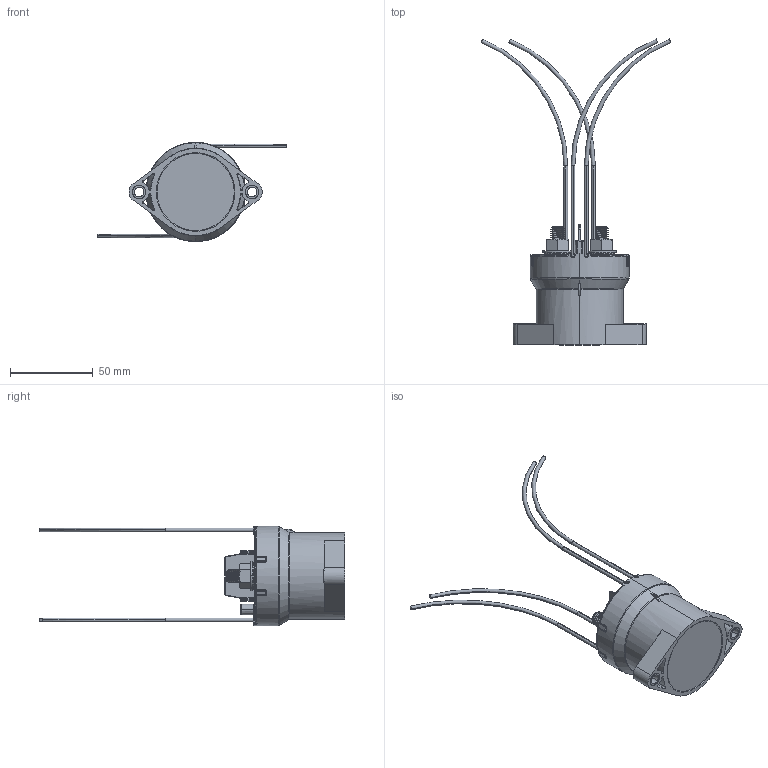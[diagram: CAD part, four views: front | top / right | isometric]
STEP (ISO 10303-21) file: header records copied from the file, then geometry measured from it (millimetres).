
FILE_DESCRIPTION (( 'STEP AP214' ), '1' );
FILE_NAME ('GV121_aux_step_091817.STEP', '2017-09-18T17:36:54', ( 'User' ), ( '' ), 'SwSTEP 2.0', 'SolidWorks 2014', '' );
FILE_SCHEMA (( 'AUTOMOTIVE_DESIGN' ));
Length unit declared in the file: inch
Products named in the file (1): GV121_aux_step_091817
Bounding box: 114.71 x 184.82 x 59.94 mm (x, y, z)
Volume: 39239.7 mm3; surface area: 47544 mm2
Topology: 13 solids, 13 shells, 3037 faces, 7787 edges, 4746 vertices
Faces by surface type: plane 949, cylinder 754, torus 595, bspline 475, cone 184, sphere 80
Entity records: 151092 total; most frequent: CARTESIAN_POINT 42702, ORIENTED_EDGE 15354, DIRECTION 13569, EDGE_CURVE 7677, AXIS2_PLACEMENT_3D 5309, VERTEX_POINT 4736, EDGE_LOOP 3135, UNCERTAINTY_MEASURE_WITH_UNIT 3052
